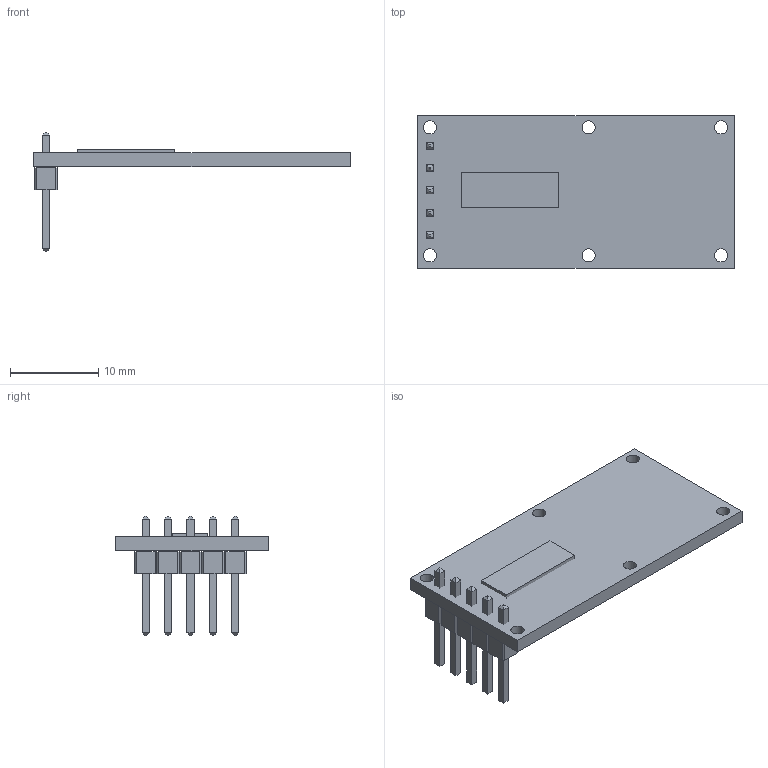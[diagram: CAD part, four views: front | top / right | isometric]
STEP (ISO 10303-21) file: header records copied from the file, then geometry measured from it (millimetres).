
FILE_DESCRIPTION(('FreeCAD Model'),'2;1');
FILE_NAME('Open CASCADE Shape Model','2023-06-09T16:44:00',(''),(''), 'Open CASCADE STEP processor 7.6','FreeCAD','Unknown');
FILE_SCHEMA(('AUTOMOTIVE_DESIGN { 1 0 10303 214 1 1 1 1 }'));
Length unit declared in the file: millimetre
Products named in the file (5): RCWL_0516; Pin Header  2.54; Pin Header 2.54x1; Cubo; Extrude
Assembly tree (8 placements, depth 3):
  RCWL_0516
    Pin Header  2.54
      Pin Header 2.54x1  x5
    Cubo
    Extrude
Bounding box: 35.9 x 17.3 x 13.5 mm (x, y, z)
Volume: 1134.5 mm3; surface area: 1908.2 mm2
Topology: 7 solids, 7 shells, 158 faces, 362 edges, 228 vertices
Faces by surface type: plane 152, cylinder 6
Full cylindrical faces by diameter (mm): 1.5 x6
Entity records: 3069 total; most frequent: CARTESIAN_POINT 441, DIRECTION 440, LINE 294, VECTOR 294, ORIENTED_EDGE 212, PCURVE 212, DEFINITIONAL_REPRESENTATION 212, EDGE_CURVE 106
